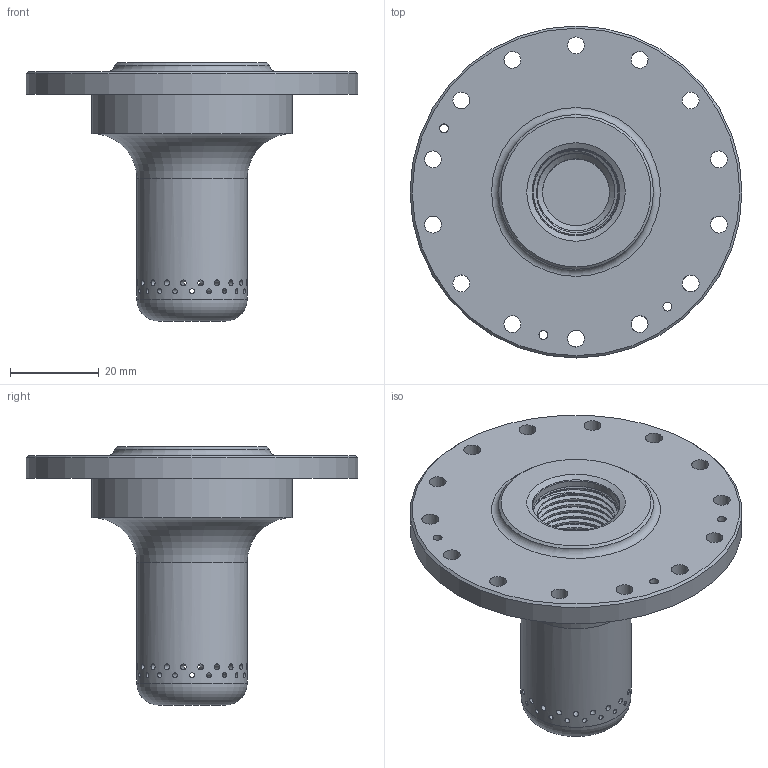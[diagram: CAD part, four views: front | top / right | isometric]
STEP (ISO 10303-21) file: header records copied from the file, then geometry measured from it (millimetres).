
FILE_DESCRIPTION(/* description */ (''),/* implementation_level */ '2;1');
FILE_NAME(/* name */ 'pintle_tip.stp',/* time_stamp */ '2025-11-18T18:11:42-05:00',/* author */ (''),/* organization */ (''),/* preprocessor_version */ 'ST-DEVELOPER v18.102',/* originating_system */ 'SIEMENS PLM Software NX 2027',/* authorisation */ '');
FILE_SCHEMA (('AUTOMOTIVE_DESIGN { 1 0 10303 214 3 1 1 1 }'));
Length unit declared in the file: inch
Products named in the file (1): A_objects
Bounding box: 74.93 x 74.93 x 58.24 mm (x, y, z)
Volume: 48287.3 mm3; surface area: 18491.9 mm2
Topology: 1 solids, 1 shells, 91 faces, 270 edges, 182 vertices
Faces by surface type: cylinder 73, plane 6, torus 5, cone 5, bspline 2
Full cylindrical faces by diameter (mm): 1.092 x20, 1.321 x20, 2 x3, 3.797 x14, 15.088 x1, 17.6 x9, 19.533 x1, 24.892 x1, 45.212 x1, 74.93 x1
Entity records: 8066 total; most frequent: CARTESIAN_POINT 6187, ORIENTED_EDGE 290, DIRECTION 274, EDGE_LOOP 272, FACE_BOUND 266, EDGE_CURVE 145, VERTEX_POINT 141, AXIS2_PLACEMENT_3D 136
